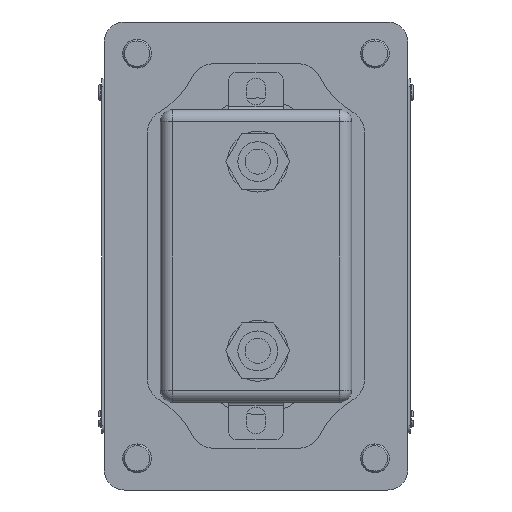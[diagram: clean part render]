
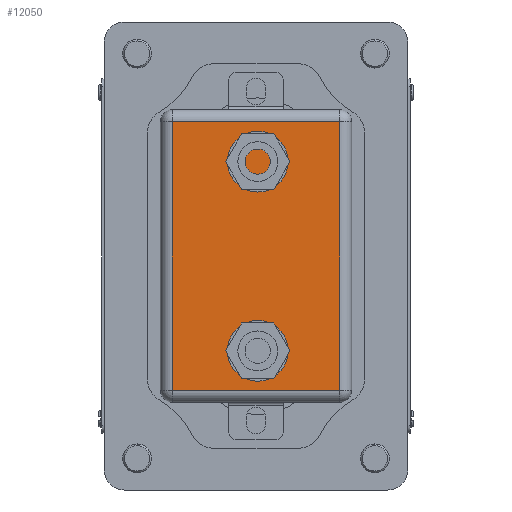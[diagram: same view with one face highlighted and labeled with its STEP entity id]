
A CAD part, front view. The second image highlights one B-rep face of the part: STEP entity #12050.
In plain terms, the highlighted planar face has unit normal (0, -1, 0).
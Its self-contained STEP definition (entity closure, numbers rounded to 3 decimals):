
#286 = DIRECTION ( 'NONE',  ( 0., 1., 0. ) ) ;
#339 = CARTESIAN_POINT ( 'NONE',  ( 21., -11.629, -33.75 ) ) ;
#443 = AXIS2_PLACEMENT_3D ( 'NONE', #11853, #286, #13766 ) ;
#850 = CARTESIAN_POINT ( 'NONE',  ( 0.446, -11.629, -20.663 ) ) ;
#1338 = DIRECTION ( 'NONE',  ( 1., 0., 0. ) ) ;
#2621 = ORIENTED_EDGE ( 'NONE', *, *, #21054, .T. ) ;
#2700 = DIRECTION ( 'NONE',  ( 0., 0., 1. ) ) ;
#2888 = DIRECTION ( 'NONE',  ( 0., 0., -1. ) ) ;
#2955 = CARTESIAN_POINT ( 'NONE',  ( 21., -11.629, -33.75 ) ) ;
#3317 = CARTESIAN_POINT ( 'NONE',  ( 0.446, -11.629, -26.963 ) ) ;
#3392 = VECTOR ( 'NONE', #2888, 1000. ) ;
#3567 = EDGE_LOOP ( 'NONE', ( #5967, #2621, #21071, #19180 ) ) ;
#3694 = LINE ( 'NONE', #12800, #23396 ) ;
#4084 = PLANE ( 'NONE',  #16387 ) ;
#4249 = CARTESIAN_POINT ( 'NONE',  ( 21., -11.629, 33.75 ) ) ;
#5602 = VECTOR ( 'NONE', #2700, 1000. ) ;
#5967 = ORIENTED_EDGE ( 'NONE', *, *, #21166, .T. ) ;
#6509 = VERTEX_POINT ( 'NONE', #4249 ) ;
#6602 = EDGE_CURVE ( 'NONE', #13375, #6509, #20782, .T. ) ;
#6844 = DIRECTION ( 'NONE',  ( 0., 1., 0. ) ) ;
#6969 = ORIENTED_EDGE ( 'NONE', *, *, #13116, .T. ) ;
#7801 = VERTEX_POINT ( 'NONE', #3317 ) ;
#8027 = DIRECTION ( 'NONE',  ( 0., 0., 1. ) ) ;
#8509 = LINE ( 'NONE', #10551, #3392 ) ;
#8889 = VECTOR ( 'NONE', #1338, 1000. ) ;
#9138 = FACE_BOUND ( 'NONE', #14336, .T. ) ;
#9441 = DIRECTION ( 'NONE',  ( -1., 0., 0. ) ) ;
#9761 = EDGE_CURVE ( 'NONE', #12777, #13375, #23483, .T. ) ;
#10551 = CARTESIAN_POINT ( 'NONE',  ( -21., -11.629, -33.75 ) ) ;
#10947 = EDGE_CURVE ( 'NONE', #7801, #12906, #16991, .T. ) ;
#11574 = VERTEX_POINT ( 'NONE', #12226 ) ;
#11853 = CARTESIAN_POINT ( 'NONE',  ( 0.446, -11.629, -23.813 ) ) ;
#12050 = ADVANCED_FACE ( 'NONE', ( #9138, #24354 ), #4084, .F. ) ;
#12226 = CARTESIAN_POINT ( 'NONE',  ( -21., -11.629, 33.75 ) ) ;
#12777 = VERTEX_POINT ( 'NONE', #23574 ) ;
#12800 = CARTESIAN_POINT ( 'NONE',  ( -21., -11.629, 33.75 ) ) ;
#12906 = VERTEX_POINT ( 'NONE', #850 ) ;
#12978 = CARTESIAN_POINT ( 'NONE',  ( -21., -11.629, -33.75 ) ) ;
#13116 = EDGE_CURVE ( 'NONE', #12906, #7801, #15895, .T. ) ;
#13375 = VERTEX_POINT ( 'NONE', #339 ) ;
#13766 = DIRECTION ( 'NONE',  ( 0., 0., 1. ) ) ;
#14336 = EDGE_LOOP ( 'NONE', ( #16036, #6969 ) ) ;
#15895 = CIRCLE ( 'NONE', #18656, 3.15 ) ;
#16036 = ORIENTED_EDGE ( 'NONE', *, *, #10947, .T. ) ;
#16387 = AXIS2_PLACEMENT_3D ( 'NONE', #17518, #19431, #8027 ) ;
#16991 = CIRCLE ( 'NONE', #443, 3.15 ) ;
#17518 = CARTESIAN_POINT ( 'NONE',  ( -21., -11.629, -33.75 ) ) ;
#18234 = CARTESIAN_POINT ( 'NONE',  ( 0.446, -11.629, -23.813 ) ) ;
#18656 = AXIS2_PLACEMENT_3D ( 'NONE', #18234, #6844, #20133 ) ;
#19180 = ORIENTED_EDGE ( 'NONE', *, *, #6602, .T. ) ;
#19431 = DIRECTION ( 'NONE',  ( 0., 1., 0. ) ) ;
#20133 = DIRECTION ( 'NONE',  ( 0., 0., 1. ) ) ;
#20782 = LINE ( 'NONE', #2955, #5602 ) ;
#21054 = EDGE_CURVE ( 'NONE', #11574, #12777, #8509, .T. ) ;
#21071 = ORIENTED_EDGE ( 'NONE', *, *, #9761, .T. ) ;
#21166 = EDGE_CURVE ( 'NONE', #6509, #11574, #3694, .T. ) ;
#23396 = VECTOR ( 'NONE', #9441, 1000. ) ;
#23483 = LINE ( 'NONE', #12978, #8889 ) ;
#23574 = CARTESIAN_POINT ( 'NONE',  ( -21., -11.629, -33.75 ) ) ;
#24354 = FACE_OUTER_BOUND ( 'NONE', #3567, .T. ) ;
